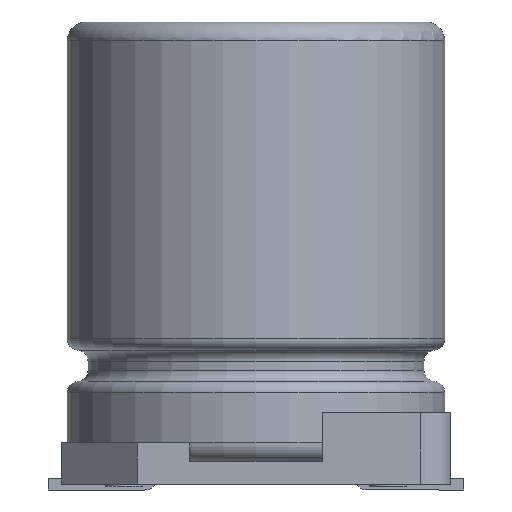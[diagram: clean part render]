
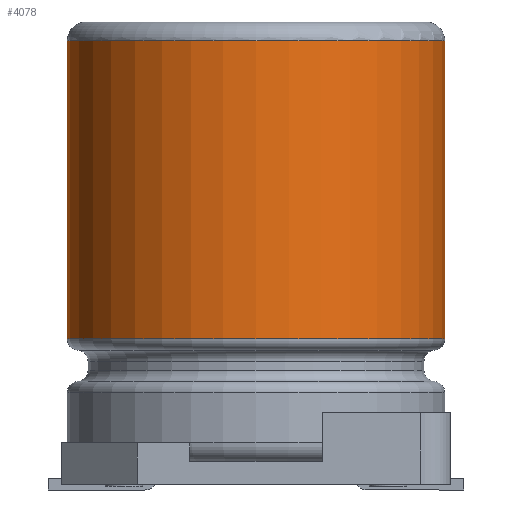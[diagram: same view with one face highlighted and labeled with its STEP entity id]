
A CAD part, front view. The second image highlights one B-rep face of the part: STEP entity #4078.
In plain terms, the highlighted cylindrical face has radius 5 mm (diameter 10 mm), a full revolution.
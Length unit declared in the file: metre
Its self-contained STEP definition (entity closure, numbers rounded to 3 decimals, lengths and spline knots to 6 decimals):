
#1962=ORIENTED_EDGE('',*,*,#2743,.T.);
#1963=ORIENTED_EDGE('',*,*,#2744,.T.);
#2743=EDGE_CURVE('',#3159,#3159,#3247,.T.);
#2744=EDGE_CURVE('',#3160,#3160,#3248,.T.);
#3159=VERTEX_POINT('',#8255);
#3160=VERTEX_POINT('',#8258);
#3247=CIRCLE('',#5717,0.005);
#3248=CIRCLE('',#5719,0.005);
#3495=EDGE_LOOP('',(#1962));
#3496=EDGE_LOOP('',(#1963));
#3784=FACE_BOUND('',#3495,.T.);
#3785=FACE_BOUND('',#3496,.T.);
#3880=CYLINDRICAL_SURFACE('',#5718,0.005);
#4078=ADVANCED_FACE('',(#3784,#3785),#3880,.T.);
#5717=AXIS2_PLACEMENT_3D('',#8254,#6706,#6707);
#5718=AXIS2_PLACEMENT_3D('',#8256,#6708,#6709);
#5719=AXIS2_PLACEMENT_3D('',#8257,#6710,#6711);
#6706=DIRECTION('',(0.,0.,1.));
#6707=DIRECTION('',(0.,-1.,0.));
#6708=DIRECTION('',(0.,0.,1.));
#6709=DIRECTION('',(0.,-1.,0.));
#6710=DIRECTION('',(0.,0.,-1.));
#6711=DIRECTION('',(0.,1.,0.));
#8254=CARTESIAN_POINT('',(0.,0.,0.003852));
#8255=CARTESIAN_POINT('',(0.,-0.005,0.003852));
#8256=CARTESIAN_POINT('',(0.,0.,0.01225));
#8257=CARTESIAN_POINT('',(0.,0.,0.01175));
#8258=CARTESIAN_POINT('',(0.,0.005,0.01175));
